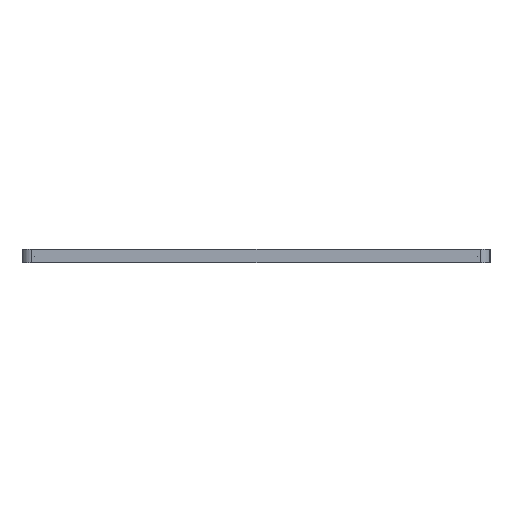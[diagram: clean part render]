
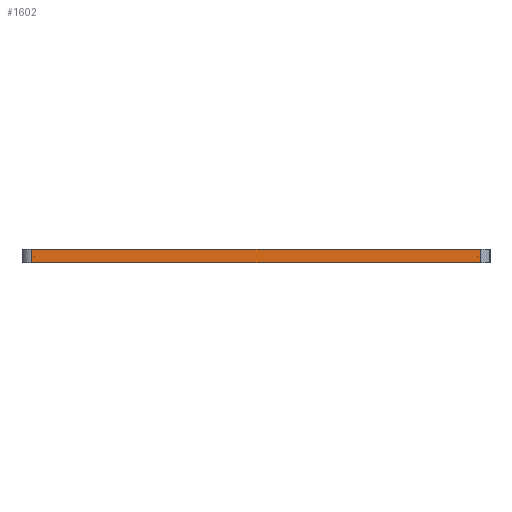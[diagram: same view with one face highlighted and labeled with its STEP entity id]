
A CAD part, left-side view. The second image highlights one B-rep face of the part: STEP entity #1602.
In plain terms, the highlighted planar face has unit normal (-1, 0, 0).
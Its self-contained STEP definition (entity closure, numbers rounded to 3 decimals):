
#39=LINE('',#2385,#199);
#81=LINE('',#2538,#241);
#82=LINE('',#2541,#242);
#83=LINE('',#2542,#243);
#199=VECTOR('',#1893,10.);
#241=VECTOR('',#2011,10.);
#242=VECTOR('',#2014,10.);
#243=VECTOR('',#2015,10.);
#404=FACE_OUTER_BOUND('',#498,.T.);
#498=EDGE_LOOP('',(#1163,#1164,#1165,#1166));
#678=VERTEX_POINT('',#2382);
#679=VERTEX_POINT('',#2384);
#752=VERTEX_POINT('',#2536);
#753=VERTEX_POINT('',#2540);
#839=EDGE_CURVE('',#678,#679,#39,.T.);
#916=EDGE_CURVE('',#752,#678,#81,.T.);
#917=EDGE_CURVE('',#753,#752,#82,.T.);
#918=EDGE_CURVE('',#679,#753,#83,.T.);
#1163=ORIENTED_EDGE('',*,*,#916,.F.);
#1164=ORIENTED_EDGE('',*,*,#917,.F.);
#1165=ORIENTED_EDGE('',*,*,#918,.F.);
#1166=ORIENTED_EDGE('',*,*,#839,.F.);
#1553=PLANE('',#1745);
#1602=ADVANCED_FACE('',(#404),#1553,.T.);
#1745=AXIS2_PLACEMENT_3D('',#2539,#2012,#2013);
#1893=DIRECTION('',(0.,-1.,0.));
#2011=DIRECTION('',(0.,0.,1.));
#2012=DIRECTION('center_axis',(-1.,0.,0.));
#2013=DIRECTION('ref_axis',(0.,-1.,0.));
#2014=DIRECTION('',(0.,1.,0.));
#2015=DIRECTION('',(0.,0.,-1.));
#2382=CARTESIAN_POINT('',(-260.446,64.948,4.));
#2384=CARTESIAN_POINT('',(-260.446,-69.552,4.));
#2385=CARTESIAN_POINT('',(-260.446,-72.552,4.));
#2536=CARTESIAN_POINT('',(-260.446,64.948,0.));
#2538=CARTESIAN_POINT('',(-260.446,64.948,0.));
#2539=CARTESIAN_POINT('Origin',(-260.446,67.948,0.));
#2540=CARTESIAN_POINT('',(-260.446,-69.552,0.));
#2541=CARTESIAN_POINT('',(-260.446,-72.552,0.));
#2542=CARTESIAN_POINT('',(-260.446,-69.552,0.));
